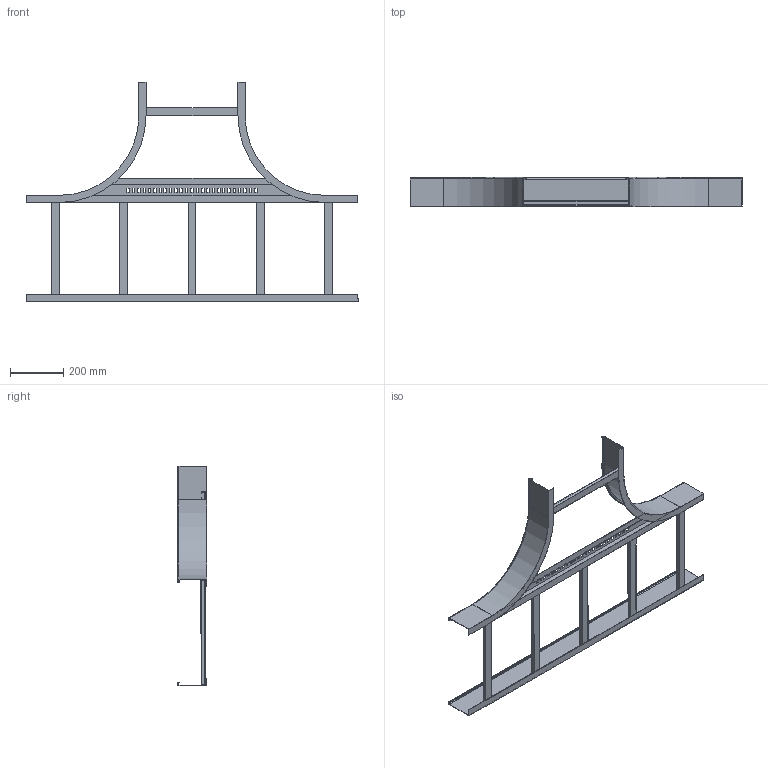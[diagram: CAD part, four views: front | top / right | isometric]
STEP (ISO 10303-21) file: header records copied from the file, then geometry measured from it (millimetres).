
FILE_DESCRIPTION (( 'STEP AP214' ), '1' );
FILE_NAME ('6225354.STP', '2017-03-24T06:57:06', ( '' ), ( '' ), 'SwSTEP 2.0', 'SolidWorks 2016', '' );
FILE_SCHEMA (( 'AUTOMOTIVE_DESIGN' ));
Length unit declared in the file: millimetre
Products named in the file (5): 085502_St》zprofil f〉 R300 NB400; 087827_Innenholm 110xR300; 6225354; 087829_Gegenholm 110x1250; 082108_L393
Assembly tree (10 placements, depth 2):
  6225354
    087827_Innenholm 110xR300  x2
    085502_St》zprofil f〉 R300 NB400
    082108_L393  x6
    087829_Gegenholm 110x1250
Bounding box: 1250 x 110 x 825 mm (x, y, z)
Volume: 1302304.9 mm3; surface area: 1332944.6 mm2
Topology: 10 solids, 10 shells, 404 faces, 1104 edges, 720 vertices
Faces by surface type: plane 366, cylinder 26, bspline 8, torus 4
Entity records: 8096 total; most frequent: CARTESIAN_POINT 2267, ORIENTED_EDGE 1204, DIRECTION 1050, EDGE_CURVE 602, LINE 536, VECTOR 536, VERTEX_POINT 392, EDGE_LOOP 268
